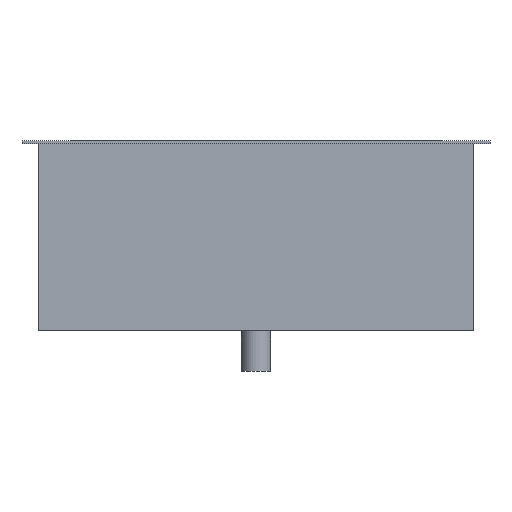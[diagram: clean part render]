
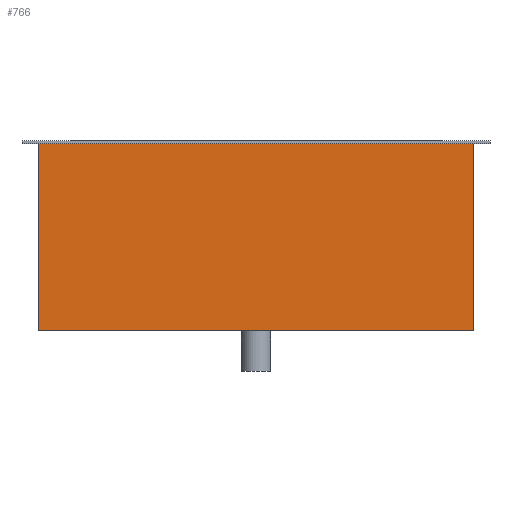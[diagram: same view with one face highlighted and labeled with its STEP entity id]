
A CAD part, front view. The second image highlights one B-rep face of the part: STEP entity #766.
In plain terms, the highlighted planar face has unit normal (0, -1, 0).
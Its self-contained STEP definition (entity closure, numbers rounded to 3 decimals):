
#57=FACE_OUTER_BOUND('',#107,.T.);
#107=EDGE_LOOP('',(#605,#606,#607,#608));
#162=LINE('',#1134,#259);
#185=LINE('',#1191,#282);
#186=LINE('',#1194,#283);
#187=LINE('',#1195,#284);
#259=VECTOR('',#917,10.);
#282=VECTOR('',#978,10.);
#283=VECTOR('',#981,10.);
#284=VECTOR('',#982,10.);
#347=VERTEX_POINT('',#1127);
#350=VERTEX_POINT('',#1132);
#364=VERTEX_POINT('',#1187);
#366=VERTEX_POINT('',#1193);
#424=EDGE_CURVE('',#350,#347,#162,.T.);
#451=EDGE_CURVE('',#364,#347,#185,.T.);
#452=EDGE_CURVE('',#366,#364,#186,.T.);
#453=EDGE_CURVE('',#366,#350,#187,.T.);
#605=ORIENTED_EDGE('',*,*,#452,.T.);
#606=ORIENTED_EDGE('',*,*,#451,.T.);
#607=ORIENTED_EDGE('',*,*,#424,.F.);
#608=ORIENTED_EDGE('',*,*,#453,.F.);
#719=PLANE('',#841);
#766=ADVANCED_FACE('',(#57),#719,.T.);
#841=AXIS2_PLACEMENT_3D('',#1192,#979,#980);
#917=DIRECTION('',(1.,0.,0.));
#978=DIRECTION('',(0.,0.,1.));
#979=DIRECTION('center_axis',(0.,-1.,0.));
#980=DIRECTION('ref_axis',(1.,0.,0.));
#981=DIRECTION('',(1.,0.,0.));
#982=DIRECTION('',(0.,0.,1.));
#1127=CARTESIAN_POINT('',(298.,-683.5,256.));
#1132=CARTESIAN_POINT('',(-298.,-683.5,256.));
#1134=CARTESIAN_POINT('',(-298.,-683.5,256.));
#1187=CARTESIAN_POINT('',(298.,-683.5,0.));
#1191=CARTESIAN_POINT('',(298.,-683.5,0.));
#1192=CARTESIAN_POINT('Origin',(-298.,-683.5,0.));
#1193=CARTESIAN_POINT('',(-298.,-683.5,0.));
#1194=CARTESIAN_POINT('',(-298.,-683.5,0.));
#1195=CARTESIAN_POINT('',(-298.,-683.5,0.));
